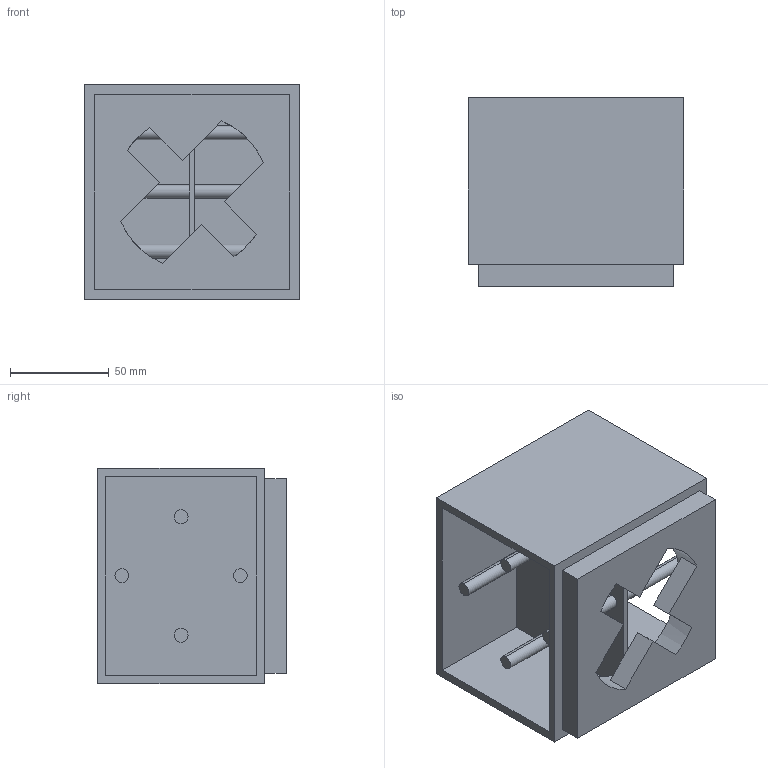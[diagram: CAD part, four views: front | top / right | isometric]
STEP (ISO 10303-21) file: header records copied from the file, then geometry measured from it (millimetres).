
FILE_DESCRIPTION((''),'2;1');
FILE_NAME('GBZ29005KUN','2022-10-17T14:48:53',('wilhelo'),(''),'CREO PARAMETRIC BY PTC INC, 2022024','CREO PARAMETRIC BY PTC INC, 2022024','');
FILE_SCHEMA(('AUTOMOTIVE_DESIGN { 1 0 10303 214 1 1 1 1 }'));
Length unit declared in the file: millimetre
Products named in the file (1): GBZ29005KUN
Bounding box: 108.8 x 95.5 x 109.1 mm (x, y, z)
Volume: 254773.8 mm3; surface area: 109205.6 mm2
Topology: 1 solids, 1 shells, 60 faces, 146 edges, 96 vertices
Faces by surface type: plane 42, cylinder 18
Entity records: 4531 total; most frequent: CARTESIAN_POINT 1918, DIRECTION 467, ORIENTED_EDGE 292, COLOUR_RGB 209, AXIS2_PLACEMENT_3D 165, EDGE_CURVE 146, VECTOR 110, LINE 110
